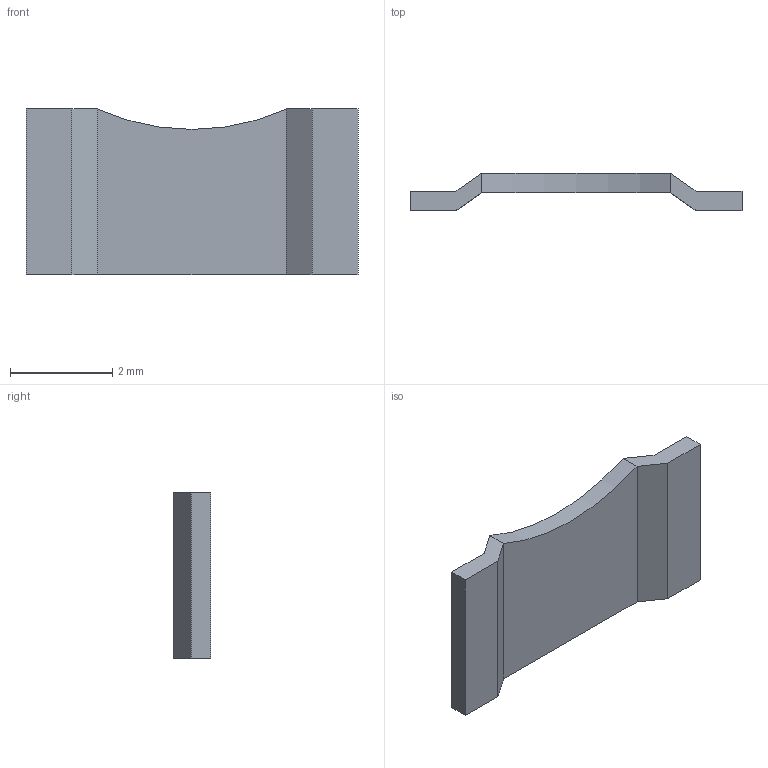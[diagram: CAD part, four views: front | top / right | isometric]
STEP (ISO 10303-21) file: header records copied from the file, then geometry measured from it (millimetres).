
FILE_DESCRIPTION(/* description */ (''),/* implementation_level */ '2;1');
FILE_NAME(/* name */ 'HCS2512_1L00_stp.stp',/* time_stamp */ '2019-08-15T15:41:44-04:00',/* author */ ('mulla'),/* organization */ (''),/* preprocessor_version */ 'ST-DEVELOPER v16.1',/* originating_system */ 'Autodesk Inventor 2016',/* authorisation */ '');
FILE_SCHEMA (('AUTOMOTIVE_DESIGN { 1 0 10303 214 3 1 1 }'));
Length unit declared in the file: millimetre
Products named in the file (1): HCS2512_1L00
Bounding box: 6.5 x 0.73 x 3.25 mm (x, y, z)
Volume: 7.6 mm3; surface area: 54.1 mm2
Topology: 3 solids, 3 shells, 22 faces, 48 edges, 32 vertices
Faces by surface type: plane 21, cylinder 1
Entity records: 652 total; most frequent: CARTESIAN_POINT 103, ORIENTED_EDGE 96, DIRECTION 96, EDGE_CURVE 48, LINE 46, VECTOR 46, VERTEX_POINT 32, STYLED_ITEM 25
